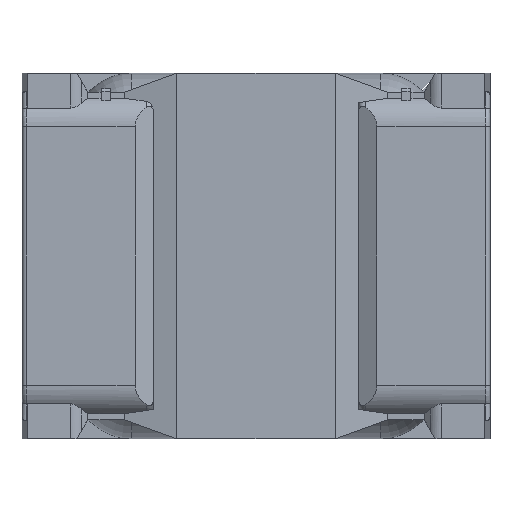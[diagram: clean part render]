
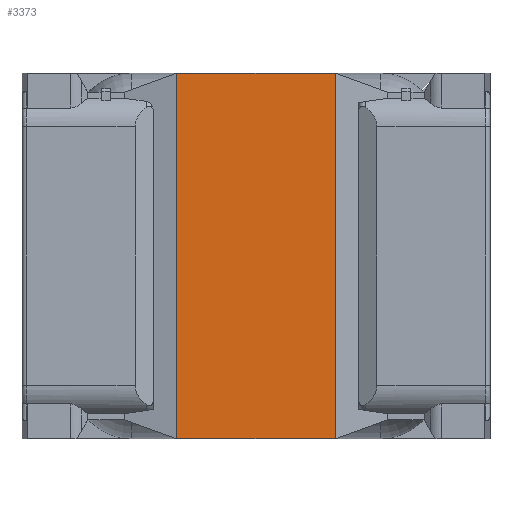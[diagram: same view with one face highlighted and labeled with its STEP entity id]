
A CAD part, front view. The second image highlights one B-rep face of the part: STEP entity #3373.
In plain terms, the highlighted planar face has unit normal (0, -1, 0).
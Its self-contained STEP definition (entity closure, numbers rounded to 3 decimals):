
#225 = DIRECTION ( 'NONE',  ( 0., 0., 1. ) ) ;
#320 = ORIENTED_EDGE ( 'NONE', *, *, #1236, .F. ) ;
#341 = VECTOR ( 'NONE', #225, 1000. ) ;
#631 = CARTESIAN_POINT ( 'NONE',  ( 0.543, 0.04, -1.25 ) ) ;
#653 = CARTESIAN_POINT ( 'NONE',  ( 0.543, 0.04, 1.25 ) ) ;
#892 = DIRECTION ( 'NONE',  ( 1., 0., 0. ) ) ;
#1236 = EDGE_CURVE ( 'NONE', #2020, #3138, #1433, .T. ) ;
#1394 = LINE ( 'NONE', #631, #341 ) ;
#1429 = ORIENTED_EDGE ( 'NONE', *, *, #2342, .T. ) ;
#1433 = LINE ( 'NONE', #4181, #2995 ) ;
#1539 = CARTESIAN_POINT ( 'NONE',  ( 0.543, 0.04, -1.25 ) ) ;
#1555 = FACE_OUTER_BOUND ( 'NONE', #4110, .T. ) ;
#1828 = VERTEX_POINT ( 'NONE', #1539 ) ;
#1908 = CARTESIAN_POINT ( 'NONE',  ( -0.543, 0.04, -1.25 ) ) ;
#2020 = VERTEX_POINT ( 'NONE', #4290 ) ;
#2172 = ORIENTED_EDGE ( 'NONE', *, *, #2377, .T. ) ;
#2342 = EDGE_CURVE ( 'NONE', #2974, #1828, #4527, .T. ) ;
#2344 = DIRECTION ( 'NONE',  ( 0., 1., 0. ) ) ;
#2377 = EDGE_CURVE ( 'NONE', #1828, #3138, #1394, .T. ) ;
#2433 = CARTESIAN_POINT ( 'NONE',  ( 0., 0.04, -1.25 ) ) ;
#2442 = LINE ( 'NONE', #1908, #4533 ) ;
#2597 = AXIS2_PLACEMENT_3D ( 'NONE', #2668, #2344, #4498 ) ;
#2668 = CARTESIAN_POINT ( 'NONE',  ( 0., 0.04, 0. ) ) ;
#2974 = VERTEX_POINT ( 'NONE', #4522 ) ;
#2995 = VECTOR ( 'NONE', #892, 1000. ) ;
#3138 = VERTEX_POINT ( 'NONE', #653 ) ;
#3373 = ADVANCED_FACE ( 'NONE', ( #1555 ), #3753, .F. ) ;
#3753 = PLANE ( 'NONE',  #2597 ) ;
#3777 = ORIENTED_EDGE ( 'NONE', *, *, #4537, .F. ) ;
#4110 = EDGE_LOOP ( 'NONE', ( #320, #3777, #1429, #2172 ) ) ;
#4134 = DIRECTION ( 'NONE',  ( 0., 0., 1. ) ) ;
#4181 = CARTESIAN_POINT ( 'NONE',  ( 0., 0.04, 1.25 ) ) ;
#4244 = DIRECTION ( 'NONE',  ( 1., 0., 0. ) ) ;
#4290 = CARTESIAN_POINT ( 'NONE',  ( -0.543, 0.04, 1.25 ) ) ;
#4306 = VECTOR ( 'NONE', #4244, 1000. ) ;
#4498 = DIRECTION ( 'NONE',  ( 0., 0., 1. ) ) ;
#4522 = CARTESIAN_POINT ( 'NONE',  ( -0.543, 0.04, -1.25 ) ) ;
#4527 = LINE ( 'NONE', #2433, #4306 ) ;
#4533 = VECTOR ( 'NONE', #4134, 1000. ) ;
#4537 = EDGE_CURVE ( 'NONE', #2974, #2020, #2442, .T. ) ;
